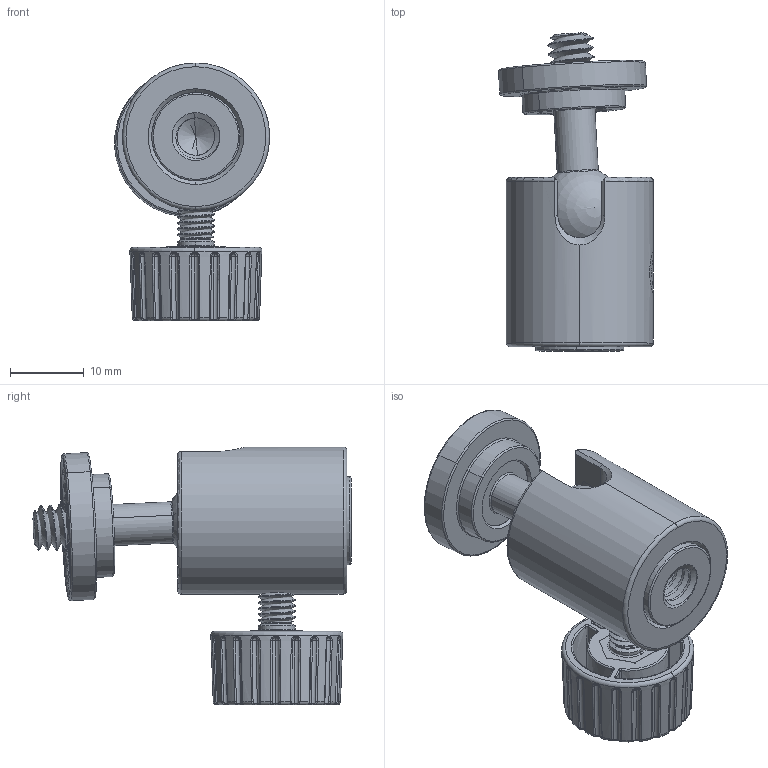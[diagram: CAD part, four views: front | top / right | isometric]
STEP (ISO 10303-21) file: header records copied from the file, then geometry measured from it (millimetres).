
FILE_DESCRIPTION (( 'STEP AP214' ), '1' );
FILE_NAME ('Ballhead.STEP', '2014-05-04T06:21:59', ( '' ), ( '' ), 'SwSTEP 2.0', 'SolidWorks 2013', '' );
FILE_SCHEMA (( 'AUTOMOTIVE_DESIGN' ));
Length unit declared in the file: millimetre
Products named in the file (6): Schraube; Scheibe; Kugelkopfschraube; Druckstück; Gehäuse; Ballhead
Assembly tree (5 placements, depth 2):
  Ballhead
    Gehäuse
    Druckstück
    Kugelkopfschraube
    Scheibe
    Schraube
Bounding box: 21.06 x 43.22 x 35.05 mm (x, y, z)
Volume: 10255.5 mm3; surface area: 7920 mm2
Topology: 6 solids, 6 shells, 781 faces, 1983 edges, 1223 vertices
Faces by surface type: cylinder 179, bspline 167, cone 146, plane 140, torus 89, sphere 60
Entity records: 30745 total; most frequent: CARTESIAN_POINT 13125, ORIENTED_EDGE 3948, DIRECTION 3315, EDGE_CURVE 1974, AXIS2_PLACEMENT_3D 1389, VERTEX_POINT 1220, EDGE_LOOP 802, FACE_OUTER_BOUND 781
